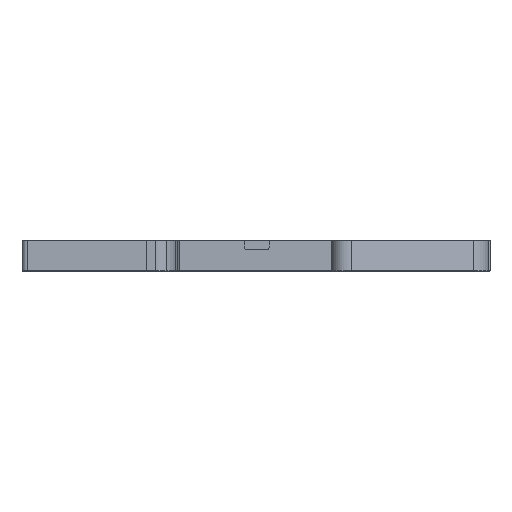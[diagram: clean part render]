
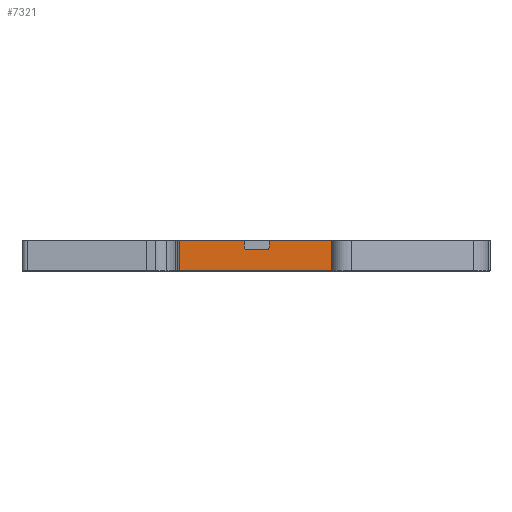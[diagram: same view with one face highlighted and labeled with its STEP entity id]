
A CAD part, front view. The second image highlights one B-rep face of the part: STEP entity #7321.
In plain terms, the highlighted planar face has unit normal (0, -1, 0).
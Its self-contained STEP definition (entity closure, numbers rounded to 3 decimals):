
#190 = VERTEX_POINT ( 'NONE', #1595 ) ;
#314 = EDGE_CURVE ( 'NONE', #6772, #24905, #4546, .T. ) ;
#728 = CARTESIAN_POINT ( 'NONE',  ( -9.697, -12.519, 95.059 ) ) ;
#1157 = VERTEX_POINT ( 'NONE', #11108 ) ;
#1595 = CARTESIAN_POINT ( 'NONE',  ( -14.697, -12.519, 95.059 ) ) ;
#2003 = VECTOR ( 'NONE', #10226, 1000. ) ;
#2640 = EDGE_CURVE ( 'NONE', #1157, #190, #15713, .T. ) ;
#2886 = DIRECTION ( 'NONE',  ( 0., 1., 0. ) ) ;
#2946 = CARTESIAN_POINT ( 'NONE',  ( -9.697, -12.519, 96.359 ) ) ;
#3267 = ORIENTED_EDGE ( 'NONE', *, *, #18746, .T. ) ;
#3600 = VECTOR ( 'NONE', #21397, 1000. ) ;
#3844 = VERTEX_POINT ( 'NONE', #2946 ) ;
#3866 = EDGE_CURVE ( 'NONE', #3844, #7158, #22424, .T. ) ;
#3991 = CARTESIAN_POINT ( 'NONE',  ( -27.499, -12.519, 96.359 ) ) ;
#4209 = PLANE ( 'NONE',  #8914 ) ;
#4293 = EDGE_CURVE ( 'NONE', #16457, #17829, #5261, .T. ) ;
#4546 = LINE ( 'NONE', #23551, #16858 ) ;
#4638 = CARTESIAN_POINT ( 'NONE',  ( -27.499, -12.519, 96.409 ) ) ;
#5093 = EDGE_CURVE ( 'NONE', #11942, #1157, #5979, .T. ) ;
#5150 = EDGE_CURVE ( 'NONE', #6772, #8198, #20980, .T. ) ;
#5261 = LINE ( 'NONE', #14170, #8684 ) ;
#5979 = LINE ( 'NONE', #14330, #26368 ) ;
#6173 = EDGE_CURVE ( 'NONE', #3844, #16457, #25065, .T. ) ;
#6269 = CARTESIAN_POINT ( 'NONE',  ( -14.697, -12.519, 96.409 ) ) ;
#6680 = DIRECTION ( 'NONE',  ( 0., 0., 1. ) ) ;
#6727 = DIRECTION ( 'NONE',  ( 0., 1., 0. ) ) ;
#6772 = VERTEX_POINT ( 'NONE', #16058 ) ;
#7158 = VERTEX_POINT ( 'NONE', #728 ) ;
#7163 = ORIENTED_EDGE ( 'NONE', *, *, #5150, .F. ) ;
#7321 = ADVANCED_FACE ( 'NONE', ( #10641 ), #4209, .F. ) ;
#7958 = VECTOR ( 'NONE', #20810, 1000. ) ;
#8198 = VERTEX_POINT ( 'NONE', #13232 ) ;
#8684 = VECTOR ( 'NONE', #26610, 1000. ) ;
#8914 = AXIS2_PLACEMENT_3D ( 'NONE', #4638, #6727, #10906 ) ;
#10226 = DIRECTION ( 'NONE',  ( 0., 0., -1. ) ) ;
#10641 = FACE_OUTER_BOUND ( 'NONE', #14342, .T. ) ;
#10906 = DIRECTION ( 'NONE',  ( -1., 0., 0. ) ) ;
#11108 = CARTESIAN_POINT ( 'NONE',  ( -14.197, -12.519, 94.559 ) ) ;
#11189 = ORIENTED_EDGE ( 'NONE', *, *, #5093, .T. ) ;
#11701 = DIRECTION ( 'NONE',  ( -1., 0., 0. ) ) ;
#11942 = VERTEX_POINT ( 'NONE', #20472 ) ;
#12219 = AXIS2_PLACEMENT_3D ( 'NONE', #12345, #24934, #16489 ) ;
#12345 = CARTESIAN_POINT ( 'NONE',  ( -14.197, -12.519, 95.059 ) ) ;
#13232 = CARTESIAN_POINT ( 'NONE',  ( -14.697, -12.519, 96.359 ) ) ;
#14170 = CARTESIAN_POINT ( 'NONE',  ( 3.205, -12.519, 96.409 ) ) ;
#14330 = CARTESIAN_POINT ( 'NONE',  ( -27.499, -12.519, 94.559 ) ) ;
#14342 = EDGE_LOOP ( 'NONE', ( #14497, #24424, #11189, #16037, #3267, #7163, #20438, #14423, #17141, #14600 ) ) ;
#14423 = ORIENTED_EDGE ( 'NONE', *, *, #23586, .F. ) ;
#14497 = ORIENTED_EDGE ( 'NONE', *, *, #3866, .T. ) ;
#14600 = ORIENTED_EDGE ( 'NONE', *, *, #6173, .F. ) ;
#14901 = VECTOR ( 'NONE', #6680, 1000. ) ;
#14982 = CARTESIAN_POINT ( 'NONE',  ( -27.499, -12.519, 96.359 ) ) ;
#15713 = CIRCLE ( 'NONE', #12219, 0.5 ) ;
#15819 = EDGE_CURVE ( 'NONE', #7158, #11942, #24671, .T. ) ;
#16037 = ORIENTED_EDGE ( 'NONE', *, *, #2640, .T. ) ;
#16058 = CARTESIAN_POINT ( 'NONE',  ( -27.499, -12.519, 96.359 ) ) ;
#16325 = LINE ( 'NONE', #21070, #25512 ) ;
#16457 = VERTEX_POINT ( 'NONE', #18567 ) ;
#16489 = DIRECTION ( 'NONE',  ( -1., 0., 0. ) ) ;
#16858 = VECTOR ( 'NONE', #17577, 1000. ) ;
#16946 = CARTESIAN_POINT ( 'NONE',  ( 3.205, -12.519, 90.359 ) ) ;
#17141 = ORIENTED_EDGE ( 'NONE', *, *, #4293, .F. ) ;
#17577 = DIRECTION ( 'NONE',  ( 0., 0., -1. ) ) ;
#17771 = CARTESIAN_POINT ( 'NONE',  ( -10.197, -12.519, 95.059 ) ) ;
#17829 = VERTEX_POINT ( 'NONE', #16946 ) ;
#18567 = CARTESIAN_POINT ( 'NONE',  ( 3.205, -12.519, 96.359 ) ) ;
#18746 = EDGE_CURVE ( 'NONE', #190, #8198, #25237, .T. ) ;
#20165 = CARTESIAN_POINT ( 'NONE',  ( -9.697, -12.519, 96.409 ) ) ;
#20438 = ORIENTED_EDGE ( 'NONE', *, *, #314, .T. ) ;
#20472 = CARTESIAN_POINT ( 'NONE',  ( -10.197, -12.519, 94.559 ) ) ;
#20810 = DIRECTION ( 'NONE',  ( 1., 0., 0. ) ) ;
#20980 = LINE ( 'NONE', #14982, #3600 ) ;
#21070 = CARTESIAN_POINT ( 'NONE',  ( 3.205, -12.519, 90.359 ) ) ;
#21397 = DIRECTION ( 'NONE',  ( 1., 0., 0. ) ) ;
#22424 = LINE ( 'NONE', #20165, #2003 ) ;
#22742 = DIRECTION ( 'NONE',  ( -1., 0., 0. ) ) ;
#23551 = CARTESIAN_POINT ( 'NONE',  ( -27.499, -12.519, 96.409 ) ) ;
#23586 = EDGE_CURVE ( 'NONE', #17829, #24905, #16325, .T. ) ;
#24424 = ORIENTED_EDGE ( 'NONE', *, *, #15819, .T. ) ;
#24671 = CIRCLE ( 'NONE', #25550, 0.5 ) ;
#24905 = VERTEX_POINT ( 'NONE', #26550 ) ;
#24934 = DIRECTION ( 'NONE',  ( 0., 1., 0. ) ) ;
#25065 = LINE ( 'NONE', #3991, #7958 ) ;
#25237 = LINE ( 'NONE', #6269, #14901 ) ;
#25512 = VECTOR ( 'NONE', #22742, 1000. ) ;
#25550 = AXIS2_PLACEMENT_3D ( 'NONE', #17771, #2886, #26191 ) ;
#26191 = DIRECTION ( 'NONE',  ( -1., 0., 0. ) ) ;
#26368 = VECTOR ( 'NONE', #11701, 1000. ) ;
#26550 = CARTESIAN_POINT ( 'NONE',  ( -27.499, -12.519, 90.359 ) ) ;
#26610 = DIRECTION ( 'NONE',  ( 0., 0., -1. ) ) ;
